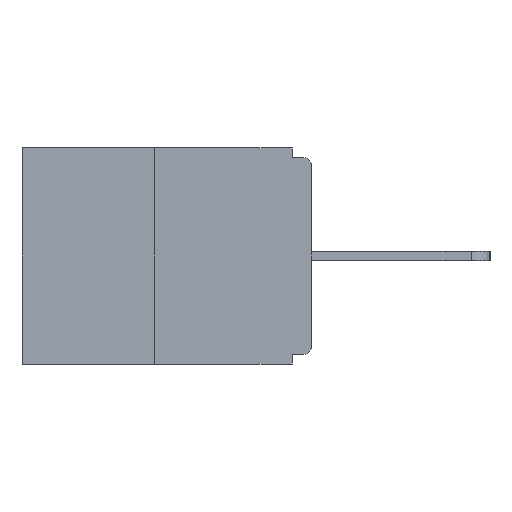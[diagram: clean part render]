
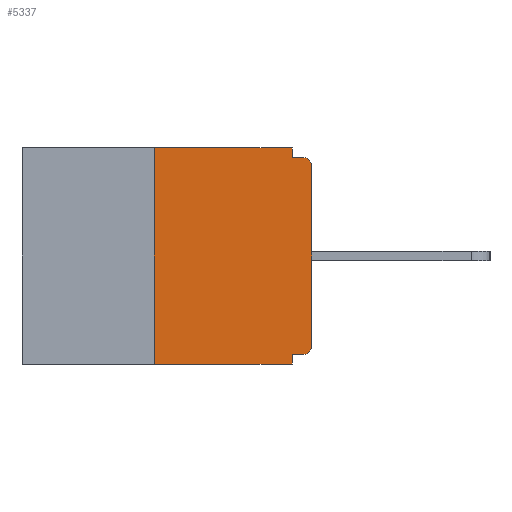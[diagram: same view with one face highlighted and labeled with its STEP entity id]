
A CAD part, left-side view. The second image highlights one B-rep face of the part: STEP entity #5337.
In plain terms, the highlighted planar face has unit normal (-1, 0, 0).
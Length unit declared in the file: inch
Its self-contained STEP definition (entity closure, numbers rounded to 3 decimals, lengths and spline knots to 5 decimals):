
#319 = DIRECTION ( 'NONE',  ( 0., 0., -1. ) ) ;
#472 = CARTESIAN_POINT ( 'NONE',  ( 0., 0.25, -0.343 ) ) ;
#509 = CARTESIAN_POINT ( 'NONE',  ( 0., 0.031, -0.343 ) ) ;
#1017 = DIRECTION ( 'NONE',  ( -1., 0., 0. ) ) ;
#1336 = CARTESIAN_POINT ( 'NONE',  ( 0., 0.031, -0.015 ) ) ;
#1373 = EDGE_CURVE ( 'NONE', #9968, #7307, #2340, .T. ) ;
#1409 = VERTEX_POINT ( 'NONE', #8868 ) ;
#1549 = EDGE_CURVE ( 'NONE', #3189, #2925, #7740, .T. ) ;
#1834 = CARTESIAN_POINT ( 'NONE',  ( 0., 0., -0.015 ) ) ;
#2121 = CARTESIAN_POINT ( 'NONE',  ( 0., 0., -0.03 ) ) ;
#2292 = VECTOR ( 'NONE', #5569, 39.37008 ) ;
#2340 = LINE ( 'NONE', #4068, #10450 ) ;
#2508 = DIRECTION ( 'NONE',  ( 0., 0., -1. ) ) ;
#2575 = ORIENTED_EDGE ( 'NONE', *, *, #5199, .F. ) ;
#2740 = DIRECTION ( 'NONE',  ( 0., -1., 0. ) ) ;
#2925 = VERTEX_POINT ( 'NONE', #10140 ) ;
#3025 = EDGE_CURVE ( 'NONE', #9646, #3389, #12412, .T. ) ;
#3029 = DIRECTION ( 'NONE',  ( 0., 0., 1. ) ) ;
#3189 = VERTEX_POINT ( 'NONE', #9108 ) ;
#3320 = ORIENTED_EDGE ( 'NONE', *, *, #8244, .F. ) ;
#3389 = VERTEX_POINT ( 'NONE', #4378 ) ;
#3605 = VECTOR ( 'NONE', #6246, 39.37008 ) ;
#3636 = EDGE_CURVE ( 'NONE', #3189, #8545, #8361, .T. ) ;
#3681 = DIRECTION ( 'NONE',  ( 1., 0., 0. ) ) ;
#3713 = ORIENTED_EDGE ( 'NONE', *, *, #3636, .T. ) ;
#3743 = CARTESIAN_POINT ( 'NONE',  ( 0., 0.25, 0. ) ) ;
#4068 = CARTESIAN_POINT ( 'NONE',  ( 0., 0.46, -0.343 ) ) ;
#4378 = CARTESIAN_POINT ( 'NONE',  ( 0., 0.015, -0.015 ) ) ;
#4397 = CARTESIAN_POINT ( 'NONE',  ( 0., 0.031, 0. ) ) ;
#4462 = EDGE_CURVE ( 'NONE', #9304, #3389, #8791, .T. ) ;
#4548 = ORIENTED_EDGE ( 'NONE', *, *, #4462, .F. ) ;
#4629 = DIRECTION ( 'NONE',  ( 0., 0., -1. ) ) ;
#4695 = VECTOR ( 'NONE', #2740, 39.37008 ) ;
#4822 = LINE ( 'NONE', #3743, #2292 ) ;
#5123 = VECTOR ( 'NONE', #11336, 39.37008 ) ;
#5199 = EDGE_CURVE ( 'NONE', #1409, #9304, #11914, .T. ) ;
#5293 = CARTESIAN_POINT ( 'NONE',  ( 0., 0.031, -0.343 ) ) ;
#5303 = EDGE_CURVE ( 'NONE', #6755, #1409, #8316, .T. ) ;
#5337 = ADVANCED_FACE ( 'NONE', ( #10874 ), #5670, .F. ) ;
#5569 = DIRECTION ( 'NONE',  ( 0., 0., 1. ) ) ;
#5670 = PLANE ( 'NONE',  #5707 ) ;
#5707 = AXIS2_PLACEMENT_3D ( 'NONE', #9576, #3681, #4629 ) ;
#6032 = CARTESIAN_POINT ( 'NONE',  ( 0., 0.015, -0.313 ) ) ;
#6071 = DIRECTION ( 'NONE',  ( 0., 1., 0. ) ) ;
#6113 = CARTESIAN_POINT ( 'NONE',  ( 0., 0., -0.328 ) ) ;
#6246 = DIRECTION ( 'NONE',  ( 0., 0., -1. ) ) ;
#6460 = ORIENTED_EDGE ( 'NONE', *, *, #9707, .T. ) ;
#6751 = VECTOR ( 'NONE', #3029, 39.37008 ) ;
#6755 = VERTEX_POINT ( 'NONE', #12342 ) ;
#7143 = ORIENTED_EDGE ( 'NONE', *, *, #1373, .T. ) ;
#7295 = EDGE_CURVE ( 'NONE', #2925, #7307, #9034, .T. ) ;
#7307 = VERTEX_POINT ( 'NONE', #5293 ) ;
#7723 = DIRECTION ( 'NONE',  ( 0., 0., -1. ) ) ;
#7740 = LINE ( 'NONE', #6113, #9700 ) ;
#7812 = CARTESIAN_POINT ( 'NONE',  ( 0., 0., 0. ) ) ;
#8244 = EDGE_CURVE ( 'NONE', #9968, #6755, #4822, .T. ) ;
#8311 = ORIENTED_EDGE ( 'NONE', *, *, #7295, .F. ) ;
#8316 = LINE ( 'NONE', #12320, #5123 ) ;
#8361 = CIRCLE ( 'NONE', #9336, 0.015 ) ;
#8545 = VERTEX_POINT ( 'NONE', #9259 ) ;
#8553 = CARTESIAN_POINT ( 'NONE',  ( 0., 0.015, -0.03 ) ) ;
#8791 = LINE ( 'NONE', #1834, #4695 ) ;
#8845 = ORIENTED_EDGE ( 'NONE', *, *, #1549, .F. ) ;
#8868 = CARTESIAN_POINT ( 'NONE',  ( 0., 0.031, 0. ) ) ;
#8940 = AXIS2_PLACEMENT_3D ( 'NONE', #8553, #1017, #7723 ) ;
#9034 = LINE ( 'NONE', #509, #3605 ) ;
#9108 = CARTESIAN_POINT ( 'NONE',  ( 0., 0.015, -0.328 ) ) ;
#9259 = CARTESIAN_POINT ( 'NONE',  ( 0., 0., -0.313 ) ) ;
#9304 = VERTEX_POINT ( 'NONE', #1336 ) ;
#9336 = AXIS2_PLACEMENT_3D ( 'NONE', #6032, #11850, #319 ) ;
#9576 = CARTESIAN_POINT ( 'NONE',  ( 0., 0.46, 0. ) ) ;
#9646 = VERTEX_POINT ( 'NONE', #2121 ) ;
#9700 = VECTOR ( 'NONE', #6071, 39.37008 ) ;
#9707 = EDGE_CURVE ( 'NONE', #8545, #9646, #11989, .T. ) ;
#9968 = VERTEX_POINT ( 'NONE', #472 ) ;
#10140 = CARTESIAN_POINT ( 'NONE',  ( 0., 0.031, -0.328 ) ) ;
#10450 = VECTOR ( 'NONE', #11708, 39.37008 ) ;
#10874 = FACE_OUTER_BOUND ( 'NONE', #12335, .T. ) ;
#11307 = ORIENTED_EDGE ( 'NONE', *, *, #5303, .F. ) ;
#11336 = DIRECTION ( 'NONE',  ( 0., -1., 0. ) ) ;
#11707 = ORIENTED_EDGE ( 'NONE', *, *, #3025, .T. ) ;
#11708 = DIRECTION ( 'NONE',  ( 0., -1., 0. ) ) ;
#11768 = VECTOR ( 'NONE', #2508, 39.37008 ) ;
#11850 = DIRECTION ( 'NONE',  ( -1., 0., 0. ) ) ;
#11914 = LINE ( 'NONE', #4397, #11768 ) ;
#11989 = LINE ( 'NONE', #7812, #6751 ) ;
#12320 = CARTESIAN_POINT ( 'NONE',  ( 0., 0.46, 0. ) ) ;
#12335 = EDGE_LOOP ( 'NONE', ( #11307, #3320, #7143, #8311, #8845, #3713, #6460, #11707, #4548, #2575 ) ) ;
#12342 = CARTESIAN_POINT ( 'NONE',  ( 0., 0.25, 0. ) ) ;
#12412 = CIRCLE ( 'NONE', #8940, 0.015 ) ;
